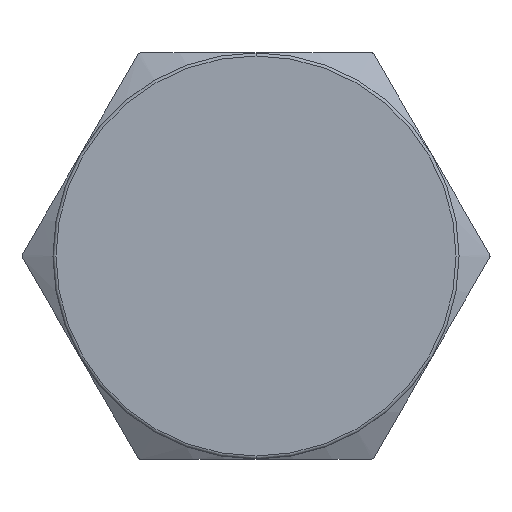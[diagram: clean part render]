
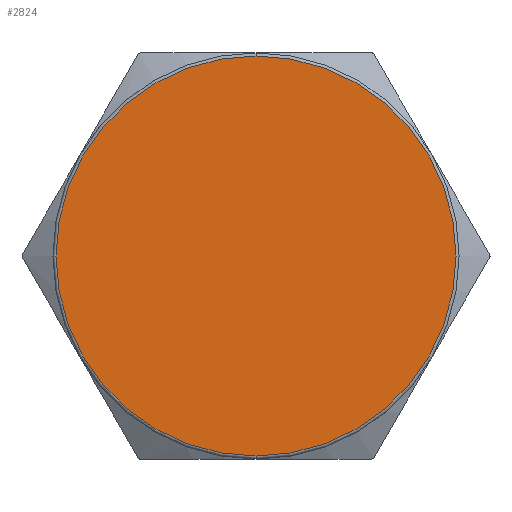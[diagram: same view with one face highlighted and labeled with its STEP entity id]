
A CAD part, left-side view. The second image highlights one B-rep face of the part: STEP entity #2824.
In plain terms, the highlighted planar face has unit normal (-1, 0, 0).
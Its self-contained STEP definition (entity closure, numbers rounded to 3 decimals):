
#541=CARTESIAN_POINT('',(-1.5,0.,0.));
#542=DIRECTION('',(-1.,0.,0.));
#543=DIRECTION('',(0.,0.,1.));
#544=AXIS2_PLACEMENT_3D('',#541,#542,#543);
#546=CARTESIAN_POINT('',(-1.5,0.,0.));
#547=DIRECTION('',(-1.,0.,0.));
#548=DIRECTION('',(0.,0.,-1.));
#549=AXIS2_PLACEMENT_3D('',#546,#547,#548);
#2354=CARTESIAN_POINT('',(-1.5,0.,13.25));
#2355=CARTESIAN_POINT('',(-1.5,0.,-13.25));
#2356=VERTEX_POINT('',#2354);
#2357=VERTEX_POINT('',#2355);
#2814=CARTESIAN_POINT('',(-1.5,0.,0.));
#2815=DIRECTION('',(1.,0.,0.));
#2816=DIRECTION('',(0.,1.,0.));
#2817=AXIS2_PLACEMENT_3D('',#2814,#2815,#2816);
#2818=PLANE('',#2817);
#2820=ORIENTED_EDGE('',*,*,#2819,.F.);
#2821=ORIENTED_EDGE('',*,*,#2804,.F.);
#2822=EDGE_LOOP('',(#2820,#2821));
#2823=FACE_OUTER_BOUND('',#2822,.F.);
#545=CIRCLE('',#544,13.25);
#550=CIRCLE('',#549,13.25);
#2804=EDGE_CURVE('',#2357,#2356,#550,.T.);
#2819=EDGE_CURVE('',#2356,#2357,#545,.T.);
#2824=ADVANCED_FACE('',(#2823),#2818,.F.);
